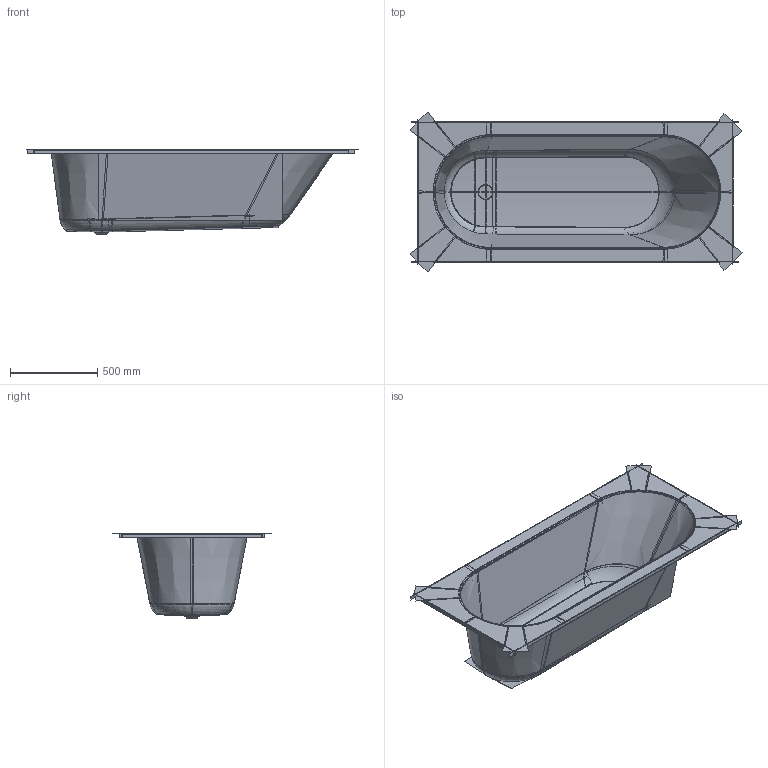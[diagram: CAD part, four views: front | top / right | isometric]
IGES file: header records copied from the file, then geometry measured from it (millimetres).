
Start section:  PTC IGES file: BQ180OBE2V.igs
Global section: file name: BQ180OBE2V.igs; native system: Pro/ENGINEER by Parametric Technology Corporation; preprocessor: 2003490; author: HRADIX; organization: Unknown; date: 040622.140252; units: millimetre
Bounding box: 1897.69 x 914.02 x 485.51 mm (x, y, z)
Surface area: 5351853.2 mm2 (no closed solid volume)
Topology: 0 solids, 0 shells, 222 faces, 3712 edges, 4852 vertices
Faces by surface type: bspline 134, revolution 88
